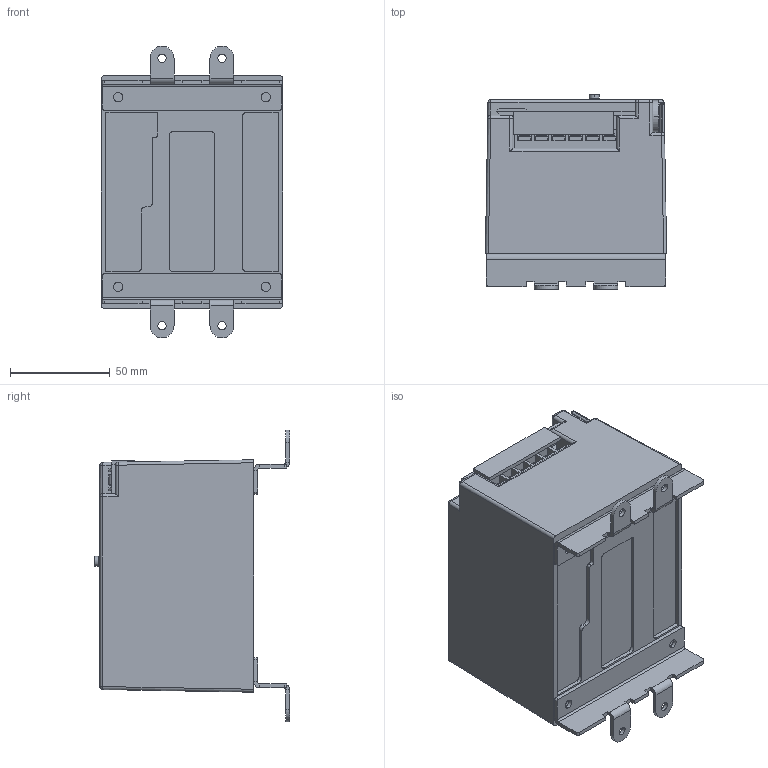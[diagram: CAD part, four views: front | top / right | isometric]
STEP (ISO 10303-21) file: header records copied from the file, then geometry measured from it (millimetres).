
FILE_DESCRIPTION (( 'STEP AP203' ), '1' );
FILE_NAME ('mccb-1-CD2-ETU-av.ÃÌ AV-POWER-1 Ýëåêòðîïðèâîä CD2 äëÿ ETU.STEP', '2024-04-11T13:03:40', ( '' ), ( '' ), 'SwSTEP 2.0', 'SolidWorks 2021', '' );
FILE_SCHEMA (( 'CONFIG_CONTROL_DESIGN' ));
Length unit declared in the file: millimetre
Products named in the file (5): mccb-1-CD2-ETU-av.襟-1_00; mccb-1-CD2-ETU-av.襟-3_00; mccb-1-CD2-ETU-av.ÃÌ AV-POWER-1 Ýëåêòðîïðèâîä CD2 äëÿ ETU; mccb-1-CD2-ETU-av.襟-4_00; mccb-1-CD2-ETU-av.襟-2_00
Assembly tree (5 placements, depth 2):
  mccb-1-CD2-ETU-av.ÃÌ AV-POWER-1 Ýëåêòðîïðèâîä CD2 äëÿ ETU
    mccb-1-CD2-ETU-av.襟-1_00
    mccb-1-CD2-ETU-av.襟-2_00
    mccb-1-CD2-ETU-av.襟-3_00  x2
    mccb-1-CD2-ETU-av.襟-4_00
Bounding box: 90.8 x 97.7 x 146 mm (x, y, z)
Volume: 773883.6 mm3; surface area: 94735.5 mm2
Topology: 23 solids, 23 shells, 698 faces, 1727 edges, 1088 vertices
Faces by surface type: plane 480, cylinder 152, torus 37, bspline 17, sphere 12
Entity records: 19634 total; most frequent: CARTESIAN_POINT 4049, ORIENTED_EDGE 3148, DIRECTION 3033, EDGE_CURVE 1574, VECTOR 1117, LINE 1117, VERTEX_POINT 1000, AXIS2_PLACEMENT_3D 958
